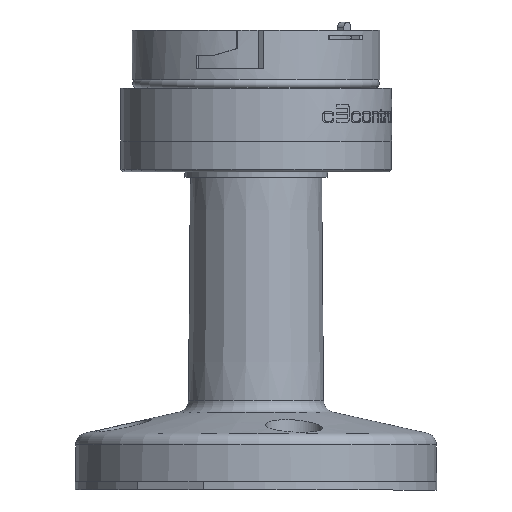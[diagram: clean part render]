
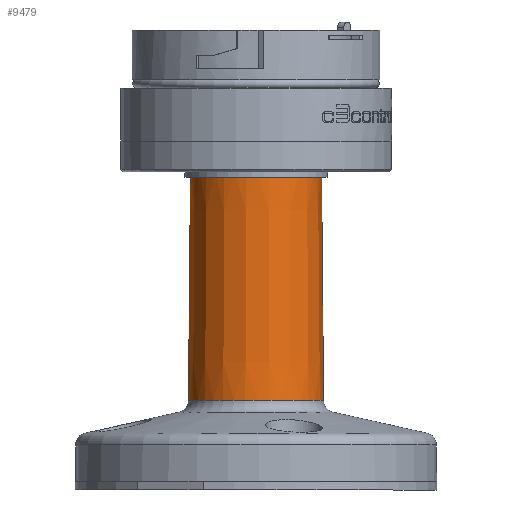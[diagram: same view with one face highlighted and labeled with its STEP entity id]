
A CAD part, front view. The second image highlights one B-rep face of the part: STEP entity #9479.
In plain terms, the highlighted conical face has half-angle 0.5 degrees and reference radius 12.901 mm.
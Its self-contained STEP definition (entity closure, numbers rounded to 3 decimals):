
#9437=CARTESIAN_POINT('',(-13.086,0.0,15.759));
#9438=VERTEX_POINT('',#9437);
#9439=CARTESIAN_POINT('',(0.0,0.,15.759));
#9440=DIRECTION('',(0.0,0.0,-1.0));
#9441=DIRECTION('',(1.0,0.0,0.0));
#9442=AXIS2_PLACEMENT_3D('',#9439,#9440,#9441);
#9443=CIRCLE('',#9442,13.086);
#9444=EDGE_CURVE('',#9438,#9438,#9443,.T.);
#9460=CARTESIAN_POINT('',(0.0,0.0,36.933));
#9461=DIRECTION('',(0.0,0.0,-1.0));
#9462=DIRECTION('',(-1.0,0.0,0.0));
#9463=AXIS2_PLACEMENT_3D('',#9460,#9461,#9462);
#9464=CONICAL_SURFACE('',#9463,12.901,0.5);
#9465=CARTESIAN_POINT('',(-12.7,0.,60.0));
#9466=VERTEX_POINT('',#9465);
#9467=CARTESIAN_POINT('',(0.0,0.0,60.0));
#9468=DIRECTION('',(0.0,0.0,1.0));
#9469=DIRECTION('',(1.0,0.0,0.0));
#9470=AXIS2_PLACEMENT_3D('',#9467,#9468,#9469);
#9471=CIRCLE('',#9470,12.7);
#9472=EDGE_CURVE('',#9466,#9466,#9471,.T.);
#9473=ORIENTED_EDGE('',*,*,#9472,.F.);
#9474=EDGE_LOOP('',(#9473));
#9475=FACE_OUTER_BOUND('',#9474,.T.);
#9476=ORIENTED_EDGE('',*,*,#9444,.F.);
#9477=EDGE_LOOP('',(#9476));
#9478=FACE_BOUND('',#9477,.T.);
#9479=ADVANCED_FACE('',(#9475,#9478),#9464,.T.);
